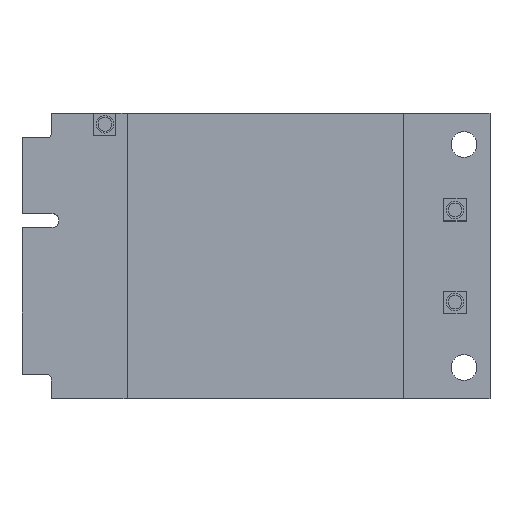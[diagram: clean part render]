
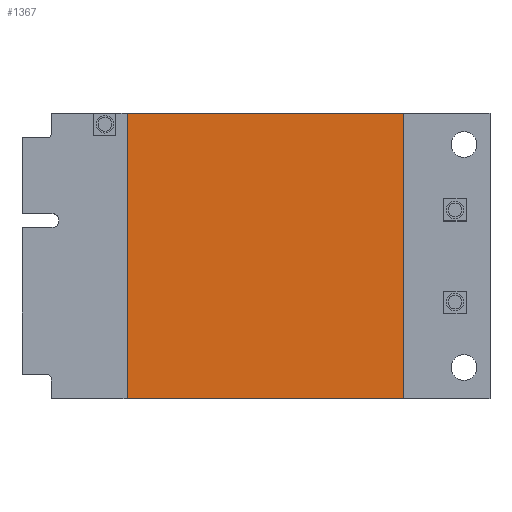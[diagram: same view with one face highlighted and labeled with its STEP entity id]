
A CAD part, top view. The second image highlights one B-rep face of the part: STEP entity #1367.
In plain terms, the highlighted planar face has unit normal (0, 0, 1).
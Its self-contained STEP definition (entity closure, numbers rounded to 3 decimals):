
#415=DIRECTION('',(1.,0.,0.));
#416=VECTOR('',#415,30.);
#417=CARTESIAN_POINT('',(-39.4,0.,2.65));
#418=LINE('',#417,#416);
#419=DIRECTION('',(0.,-1.,0.));
#420=VECTOR('',#419,31.);
#421=CARTESIAN_POINT('',(-39.4,31.,2.65));
#422=LINE('',#421,#420);
#423=DIRECTION('',(-1.,0.,0.));
#424=VECTOR('',#423,30.);
#425=CARTESIAN_POINT('',(-9.4,31.,2.65));
#426=LINE('',#425,#424);
#427=DIRECTION('',(0.,1.,0.));
#428=VECTOR('',#427,31.);
#429=CARTESIAN_POINT('',(-9.4,0.,2.65));
#430=LINE('',#429,#428);
#661=CARTESIAN_POINT('',(-39.4,0.,2.65));
#662=CARTESIAN_POINT('',(-9.4,0.,2.65));
#663=VERTEX_POINT('',#661);
#664=VERTEX_POINT('',#662);
#665=CARTESIAN_POINT('',(-9.4,31.,2.65));
#666=VERTEX_POINT('',#665);
#667=CARTESIAN_POINT('',(-39.4,31.,2.65));
#668=VERTEX_POINT('',#667);
#1356=CARTESIAN_POINT('',(0.,0.,2.65));
#1357=DIRECTION('',(0.,0.,1.));
#1358=DIRECTION('',(0.,1.,0.));
#1359=AXIS2_PLACEMENT_3D('',#1356,#1357,#1358);
#1360=PLANE('',#1359);
#1361=ORIENTED_EDGE('',*,*,#904,.F.);
#1362=ORIENTED_EDGE('',*,*,#925,.F.);
#1363=ORIENTED_EDGE('',*,*,#952,.F.);
#1364=ORIENTED_EDGE('',*,*,#889,.F.);
#1365=EDGE_LOOP('',(#1361,#1362,#1363,#1364));
#1366=FACE_OUTER_BOUND('',#1365,.F.);
#889=EDGE_CURVE('',#664,#666,#430,.T.);
#904=EDGE_CURVE('',#663,#664,#418,.T.);
#925=EDGE_CURVE('',#668,#663,#422,.T.);
#952=EDGE_CURVE('',#666,#668,#426,.T.);
#1367=ADVANCED_FACE('',(#1366),#1360,.T.);
